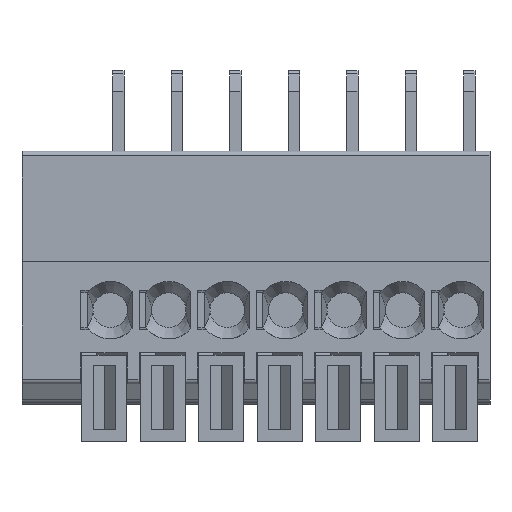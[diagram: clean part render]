
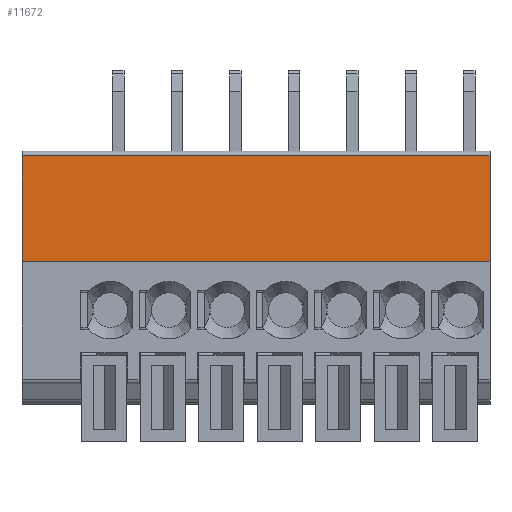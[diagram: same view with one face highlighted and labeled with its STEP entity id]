
A CAD part, left-side view. The second image highlights one B-rep face of the part: STEP entity #11672.
In plain terms, the highlighted planar face has unit normal (-1, 0, 0).
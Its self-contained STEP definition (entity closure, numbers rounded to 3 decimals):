
#1512=DIRECTION('',(0.,0.,1.));
#1513=VECTOR('',#1512,4.6);
#1514=CARTESIAN_POINT('',(-13.5,-15.24,-4.8));
#1515=LINE('',#1514,#1513);
#2336=DIRECTION('',(0.,0.,1.));
#2337=VECTOR('',#2336,4.6);
#2338=CARTESIAN_POINT('',(-13.5,5.08,-4.8));
#2339=LINE('',#2338,#2337);
#2793=DIRECTION('',(0.,1.,0.));
#2794=VECTOR('',#2793,20.32);
#2795=CARTESIAN_POINT('',(-13.5,-15.24,-0.2));
#2796=LINE('',#2795,#2794);
#2797=DIRECTION('',(0.,1.,0.));
#2798=VECTOR('',#2797,20.32);
#2799=CARTESIAN_POINT('',(-13.5,-15.24,-4.8));
#2800=LINE('',#2799,#2798);
#6320=CARTESIAN_POINT('',(-13.5,5.08,-4.8));
#6321=VERTEX_POINT('',#6320);
#6322=CARTESIAN_POINT('',(-13.5,5.08,-0.2));
#6323=VERTEX_POINT('',#6322);
#7343=CARTESIAN_POINT('',(-13.5,-15.24,-4.8));
#7345=VERTEX_POINT('',#7343);
#7346=CARTESIAN_POINT('',(-13.5,-15.24,-0.2));
#7347=VERTEX_POINT('',#7346);
#11660=CARTESIAN_POINT('',(-13.5,0.,-4.8));
#11661=DIRECTION('',(-1.,0.,0.));
#11662=DIRECTION('',(0.,0.,1.));
#11663=AXIS2_PLACEMENT_3D('',#11660,#11661,#11662);
#11664=PLANE('',#11663);
#11665=ORIENTED_EDGE('',*,*,#11654,.F.);
#11666=ORIENTED_EDGE('',*,*,#9648,.F.);
#11668=ORIENTED_EDGE('',*,*,#11667,.T.);
#11669=ORIENTED_EDGE('',*,*,#11043,.T.);
#11670=EDGE_LOOP('',(#11665,#11666,#11668,#11669));
#11671=FACE_OUTER_BOUND('',#11670,.F.);
#9648=EDGE_CURVE('',#7345,#7347,#1515,.T.);
#11043=EDGE_CURVE('',#6321,#6323,#2339,.T.);
#11654=EDGE_CURVE('',#7347,#6323,#2796,.T.);
#11667=EDGE_CURVE('',#7345,#6321,#2800,.T.);
#11672=ADVANCED_FACE('',(#11671),#11664,.T.);
